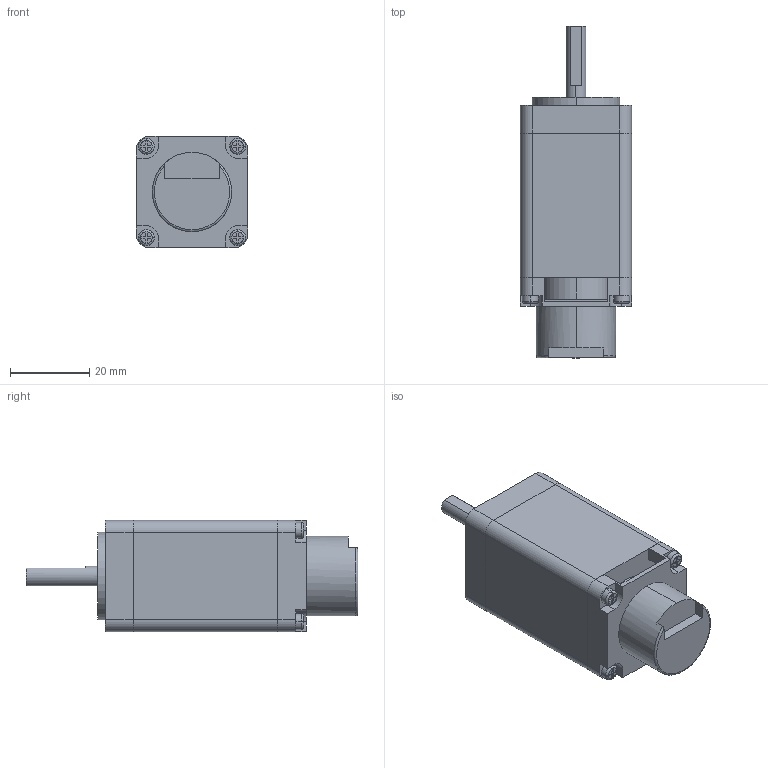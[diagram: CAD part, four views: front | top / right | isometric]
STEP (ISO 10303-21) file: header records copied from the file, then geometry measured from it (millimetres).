
FILE_DESCRIPTION (( 'STEP AP214' ), '1' );
FILE_NAME ('28AM013EC.STEP', '2023-03-27T01:35:36', ( '' ), ( '' ), 'SwSTEP 2.0', 'SolidWorks 2020', '' );
FILE_SCHEMA (( 'AUTOMOTIVE_DESIGN' ));
Length unit declared in the file: millimetre
Products named in the file (8): 28AM013EC; 28HSM51-SZ5G27.6-002; 28DG-A-002; M13蹟譫; 蹟佪; 28DG-B-003; H2-20晤鎢ん綴欶; 28-1.8-H36.4
Assembly tree (10 placements, depth 2):
  28AM013EC
    28-1.8-H36.4
    28DG-A-002
    28DG-B-003
    28HSM51-SZ5G27.6-002
    M13蹟譫
    H2-20晤鎢ん綴欶
    蹟佪  x4
Bounding box: 28 x 83.6 x 28 mm (x, y, z)
Volume: 28167.1 mm3; surface area: 17692.4 mm2
Topology: 10 solids, 10 shells, 282 faces, 738 edges, 486 vertices
Faces by surface type: plane 154, cylinder 113, torus 9, cone 4, bspline 2
Entity records: 7518 total; most frequent: CARTESIAN_POINT 1937, DIRECTION 1090, ORIENTED_EDGE 1048, EDGE_CURVE 524, AXIS2_PLACEMENT_3D 402, VERTEX_POINT 348, LINE 286, VECTOR 286
